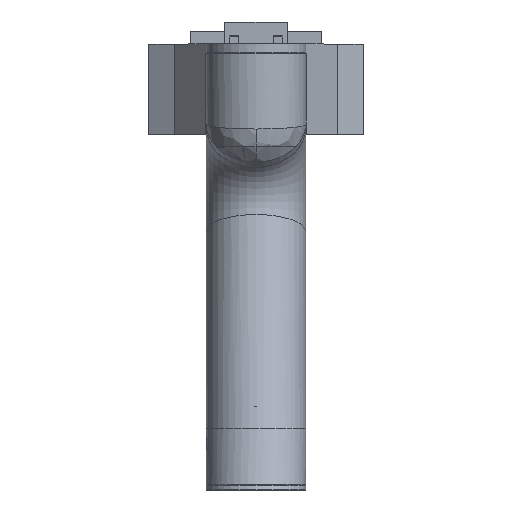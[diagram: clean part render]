
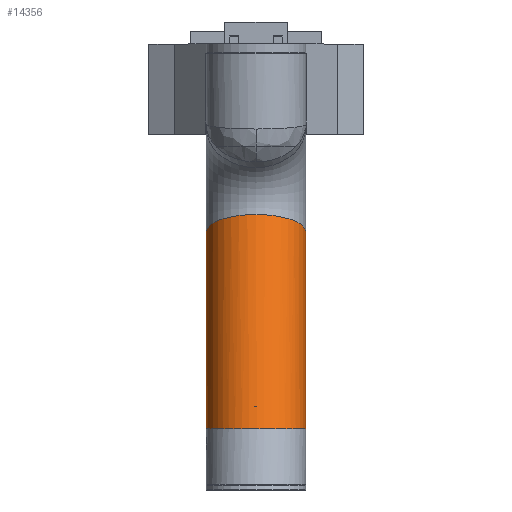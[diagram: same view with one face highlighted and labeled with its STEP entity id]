
A CAD part, top view. The second image highlights one B-rep face of the part: STEP entity #14356.
In plain terms, the highlighted cylindrical face has radius 16 mm (diameter 32 mm), a partial arc.
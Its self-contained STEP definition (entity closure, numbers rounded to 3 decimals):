
#148=ELLIPSE('',#15723,17.027,16.);
#1490=FACE_OUTER_BOUND('',#2374,.T.);
#2374=EDGE_LOOP('',(#12014,#12015,#12016,#12017));
#3638=LINE('',#23008,#5170);
#3643=LINE('',#23098,#5175);
#5170=VECTOR('',#18596,10.);
#5175=VECTOR('',#18615,10.);
#6161=CIRCLE('',#15817,16.);
#7042=VERTEX_POINT('',#22615);
#7043=VERTEX_POINT('',#22617);
#7116=VERTEX_POINT('',#23007);
#7124=VERTEX_POINT('',#23097);
#8743=EDGE_CURVE('',#7042,#7043,#148,.T.);
#8848=EDGE_CURVE('',#7116,#7043,#3638,.T.);
#8859=EDGE_CURVE('',#7124,#7042,#3643,.T.);
#8860=EDGE_CURVE('',#7116,#7124,#6161,.T.);
#12014=ORIENTED_EDGE('',*,*,#8859,.F.);
#12015=ORIENTED_EDGE('',*,*,#8860,.F.);
#12016=ORIENTED_EDGE('',*,*,#8848,.T.);
#12017=ORIENTED_EDGE('',*,*,#8743,.F.);
#13889=CYLINDRICAL_SURFACE('',#15816,16.);
#14356=ADVANCED_FACE('',(#1490),#13889,.T.);
#15723=AXIS2_PLACEMENT_3D('',#22618,#18371,#18372);
#15816=AXIS2_PLACEMENT_3D('',#23096,#18613,#18614);
#15817=AXIS2_PLACEMENT_3D('',#23099,#18616,#18617);
#18371=DIRECTION('center_axis',(0.,-1.,0.));
#18372=DIRECTION('ref_axis',(1.,0.,0.));
#18596=DIRECTION('',(0.342,-0.94,0.));
#18613=DIRECTION('center_axis',(-0.342,0.94,0.));
#18614=DIRECTION('ref_axis',(0.664,0.242,0.707));
#18615=DIRECTION('',(0.342,-0.94,0.));
#18616=DIRECTION('center_axis',(-0.342,0.94,0.));
#18617=DIRECTION('ref_axis',(0.94,0.342,0.));
#22615=CARTESIAN_POINT('',(12.69,-52.347,-16.));
#22617=CARTESIAN_POINT('',(12.69,-52.347,16.));
#22618=CARTESIAN_POINT('Origin',(12.69,-52.347,0.));
#23007=CARTESIAN_POINT('',(-10.386,11.053,16.));
#23008=CARTESIAN_POINT('',(8.457,-40.718,16.));
#23096=CARTESIAN_POINT('Origin',(-1.11,-14.431,0.));
#23097=CARTESIAN_POINT('',(-10.386,11.053,-16.));
#23098=CARTESIAN_POINT('',(8.457,-40.718,-16.));
#23099=CARTESIAN_POINT('Origin',(-10.386,11.053,0.));
